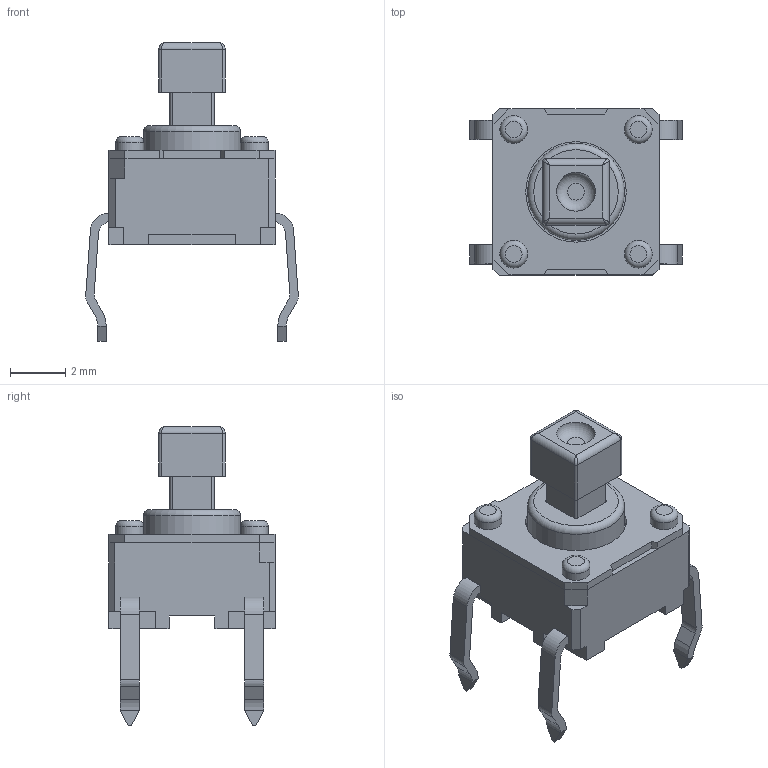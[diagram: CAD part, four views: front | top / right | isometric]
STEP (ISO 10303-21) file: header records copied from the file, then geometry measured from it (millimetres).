
FILE_DESCRIPTION(/* description */ ('Unknown'),/* implementation_level */ '2;1');
FILE_NAME(/* name */ 'B3F-1052',/* time_stamp */ '2024-04-10T13:19:50+02:00',/* author */ ('Unknown'),/* organization */ ('Unknown'),/* preprocessor_version */ 'ST-DEVELOPER v18.102',/* originating_system */ 'Solid Edge',/* authorisation */ 'Unknown');
FILE_SCHEMA (('AUTOMOTIVE_DESIGN {1 0 10303 214 3 1 1}'));
Length unit declared in the file: millimetre
Products named in the file (1): B3F-1052
Bounding box: 7.68 x 6 x 10.8 mm (x, y, z)
Volume: 137.6 mm3; surface area: 247 mm2
Topology: 1 solids, 1 shells, 174 faces, 450 edges, 287 vertices
Faces by surface type: plane 122, cylinder 42, torus 6, bspline 4
Full cylindrical faces by diameter (mm): 1 x4, 3.5 x1, 3.632 x1
Entity records: 6382 total; most frequent: CARTESIAN_POINT 940, DIRECTION 861, ORIENTED_EDGE 856, EDGE_CURVE 428, LINE 337, VECTOR 337, VERTEX_POINT 281, AXIS2_PLACEMENT_3D 262
